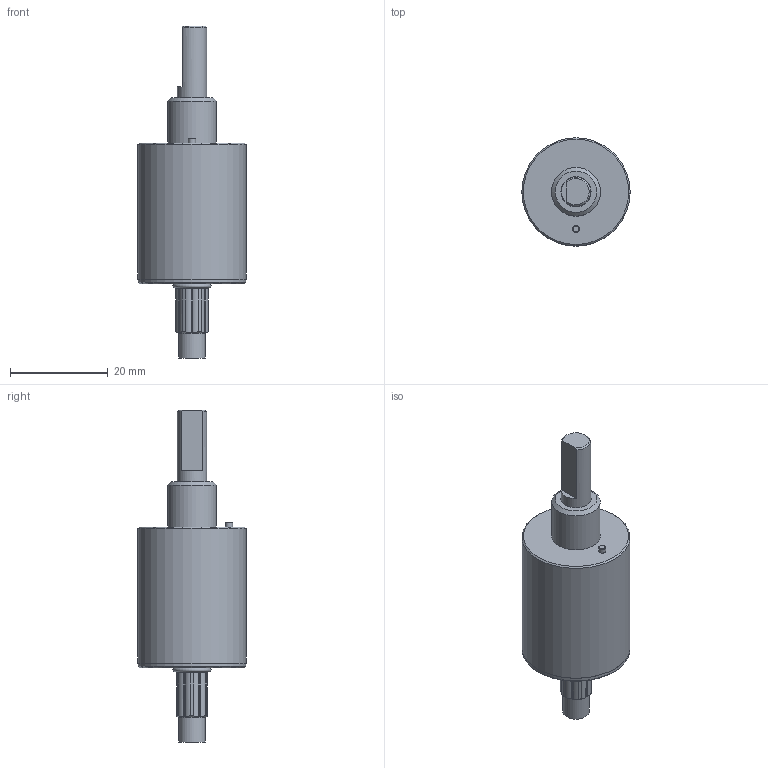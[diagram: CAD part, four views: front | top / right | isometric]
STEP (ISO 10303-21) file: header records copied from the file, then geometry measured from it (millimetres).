
FILE_DESCRIPTION(('Bauteilbeschreibung','HiCAD-Model','HiCAD-STEP-TRANSLATION','Bauteilbeschreibung'),'2;1');
FILE_NAME('VERT-X 2201_2231.STP','2009-04-14T16:18:04+00:00',('Konstrukteur'),('Konstrukteur Firma GmbH'),' HiCAD neXt 2008, Step 3.1.1401.2D ','HiCAD neXt 2008','confidential');
FILE_SCHEMA(('AUTOMOTIVE_DESIGN { 1 2 10303 214 0 1 1 1 }'));
Length unit declared in the file: millimetre
Products named in the file (5): VERT_X 2201_2231; VERT_X_2201_XXX_XXX_XXX; SHAFT; CABLE; HOUSING
Assembly tree (4 placements, depth 3):
  VERT_X 2201_2231
    VERT_X_2201_XXX_XXX_XXX
      SHAFT
      CABLE
      HOUSING
Bounding box: 22.2 x 22.2 x 68.1 mm (x, y, z)
Volume: 13174.5 mm3; surface area: 4325.4 mm2
Topology: 3 solids, 5 shells, 101 faces, 228 edges, 148 vertices
Faces by surface type: cylinder 48, plane 29, torus 12, cone 12
Full cylindrical faces by diameter (mm): 1.47 x2, 1.5 x2, 2.5 x1, 4.2 x1, 5 x1, 5.45 x1, 6 x5, 6.1 x1, 6.2 x1, 10 x1, 22.1 x1, 22.2 x1
Entity records: 3628 total; most frequent: CARTESIAN_POINT 620, DIRECTION 502, ORIENTED_EDGE 346, AXIS2_PLACEMENT_3D 234, EDGE_CURVE 173, COLOUR_RGB 161, PRESENTATION_STYLE_ASSIGNMENT 161, CURVE_STYLE 158
